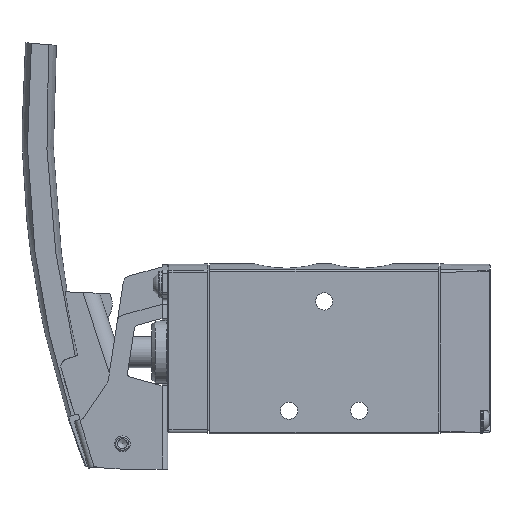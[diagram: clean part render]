
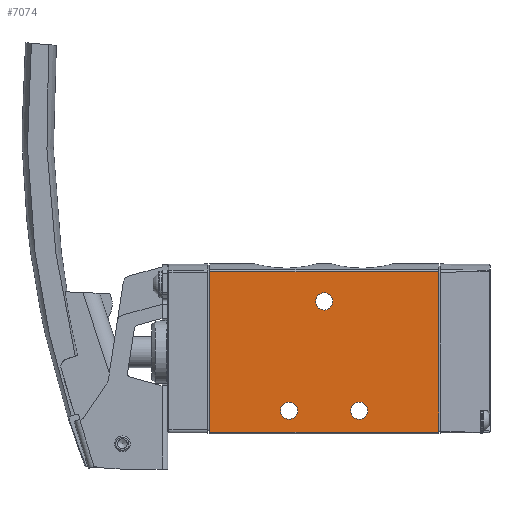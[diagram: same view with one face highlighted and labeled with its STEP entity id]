
A CAD part, left-side view. The second image highlights one B-rep face of the part: STEP entity #7074.
In plain terms, the highlighted face is planar.
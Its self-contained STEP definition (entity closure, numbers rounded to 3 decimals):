
#147=PLANE('',#7511);
#318=LINE('',#10390,#720);
#319=LINE('',#10400,#721);
#320=LINE('',#10402,#722);
#321=LINE('',#10404,#723);
#720=VECTOR('',#8395,1000.);
#721=VECTOR('',#8406,1000.);
#722=VECTOR('',#8407,1000.);
#723=VECTOR('',#8408,1000.);
#1125=CIRCLE('',#7512,2.2);
#1126=CIRCLE('',#7513,2.2);
#1127=CIRCLE('',#7514,2.2);
#1637=ORIENTED_EDGE('',*,*,#3250,.F.);
#1638=ORIENTED_EDGE('',*,*,#3251,.F.);
#1639=ORIENTED_EDGE('',*,*,#3252,.F.);
#1640=ORIENTED_EDGE('',*,*,#3253,.T.);
#1641=ORIENTED_EDGE('',*,*,#3254,.F.);
#1642=ORIENTED_EDGE('',*,*,#3255,.F.);
#1643=ORIENTED_EDGE('',*,*,#3248,.T.);
#3248=EDGE_CURVE('',#4066,#4065,#318,.T.);
#3250=EDGE_CURVE('',#4067,#4067,#1125,.T.);
#3251=EDGE_CURVE('',#4068,#4068,#1126,.T.);
#3252=EDGE_CURVE('',#4069,#4069,#1127,.T.);
#3253=EDGE_CURVE('',#4065,#4070,#319,.T.);
#3254=EDGE_CURVE('',#4071,#4070,#320,.T.);
#3255=EDGE_CURVE('',#4066,#4071,#321,.T.);
#4065=VERTEX_POINT('',#10389);
#4066=VERTEX_POINT('',#10391);
#4067=VERTEX_POINT('',#10395);
#4068=VERTEX_POINT('',#10397);
#4069=VERTEX_POINT('',#10399);
#4070=VERTEX_POINT('',#10401);
#4071=VERTEX_POINT('',#10403);
#4693=EDGE_LOOP('',(#1637));
#4694=EDGE_LOOP('',(#1638));
#4695=EDGE_LOOP('',(#1639));
#4696=EDGE_LOOP('',(#1640,#1641,#1642,#1643));
#5171=FACE_BOUND('',#4693,.T.);
#5172=FACE_BOUND('',#4694,.T.);
#5173=FACE_BOUND('',#4695,.T.);
#5174=FACE_BOUND('',#4696,.T.);
#7074=ADVANCED_FACE('',(#5171,#5172,#5173,#5174),#147,.F.);
#7511=AXIS2_PLACEMENT_3D('',#10393,#8398,#8399);
#7512=AXIS2_PLACEMENT_3D('',#10394,#8400,#8401);
#7513=AXIS2_PLACEMENT_3D('',#10396,#8402,#8403);
#7514=AXIS2_PLACEMENT_3D('',#10398,#8404,#8405);
#8395=DIRECTION('',(0.,-1.,0.));
#8398=DIRECTION('',(0.,0.,-1.));
#8399=DIRECTION('',(-1.,0.,0.));
#8400=DIRECTION('',(0.,0.,1.));
#8401=DIRECTION('',(1.,0.,0.));
#8402=DIRECTION('',(0.,0.,1.));
#8403=DIRECTION('',(1.,0.,0.));
#8404=DIRECTION('',(0.,0.,1.));
#8405=DIRECTION('',(1.,0.,0.));
#8406=DIRECTION('',(1.,0.,0.));
#8407=DIRECTION('',(0.,-1.,0.));
#8408=DIRECTION('',(1.,0.,0.));
#10389=CARTESIAN_POINT('',(-20.5,0.,10.));
#10390=CARTESIAN_POINT('',(-20.5,58.7,10.));
#10391=CARTESIAN_POINT('',(-20.5,58.7,10.));
#10393=CARTESIAN_POINT('',(-20.5,58.7,10.));
#10394=CARTESIAN_POINT('',(13.,29.35,10.));
#10395=CARTESIAN_POINT('',(15.2,29.35,10.));
#10396=CARTESIAN_POINT('',(-15.,20.35,10.));
#10397=CARTESIAN_POINT('',(-12.8,20.35,10.));
#10398=CARTESIAN_POINT('',(-15.,38.35,10.));
#10399=CARTESIAN_POINT('',(-12.8,38.35,10.));
#10400=CARTESIAN_POINT('',(-20.5,0.,10.));
#10401=CARTESIAN_POINT('',(20.644,0.,10.));
#10402=CARTESIAN_POINT('',(20.644,58.7,10.));
#10403=CARTESIAN_POINT('',(20.644,58.7,10.));
#10404=CARTESIAN_POINT('',(-20.5,58.7,10.));
